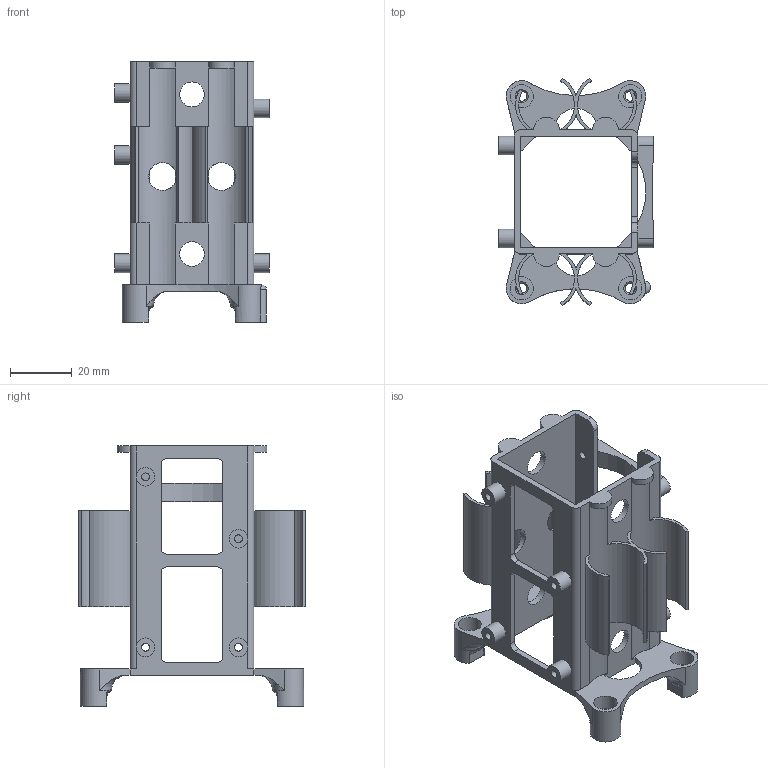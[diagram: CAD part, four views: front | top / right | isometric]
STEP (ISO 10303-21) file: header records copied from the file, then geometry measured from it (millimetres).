
FILE_DESCRIPTION(/* description */ (''),/* implementation_level */ '2;1');
FILE_NAME(/* name */ 'ACWA-0114-BATTERIE_CENTRE_MASTER.step',/* time_stamp */ '2024-04-08T16:48:39+02:00',/* author */ (''),/* organization */ (''),/* preprocessor_version */ 'ST-DEVELOPER v20',/* originating_system */ 'Autodesk Translation Framework v12.20.1.177',/* authorisation */ '');
FILE_SCHEMA (('AUTOMOTIVE_DESIGN { 1 0 10303 214 3 1 1 }'));
Length unit declared in the file: millimetre
Products named in the file (1): ACWA-0114
Bounding box: 50 x 73.32 x 84 mm (x, y, z)
Volume: 24454.4 mm3; surface area: 31463.5 mm2
Topology: 1 solids, 1 shells, 226 faces, 658 edges, 430 vertices
Faces by surface type: cylinder 98, plane 96, bspline 21, torus 4, cone 4, sphere 3
Full cylindrical faces by diameter (mm): 2.5 x9, 3.2 x4, 6 x6, 7.5 x4, 8 x4, 9 x4
Entity records: 10654 total; most frequent: CARTESIAN_POINT 4548, ORIENTED_EDGE 1316, DIRECTION 1220, EDGE_CURVE 658, AXIS2_PLACEMENT_3D 447, VERTEX_POINT 430, LINE 326, VECTOR 326
